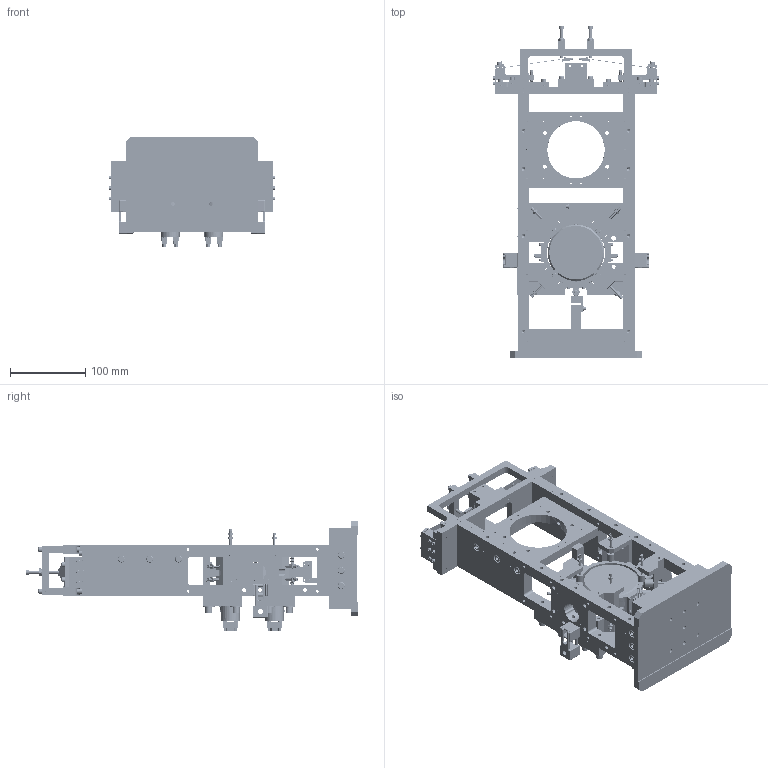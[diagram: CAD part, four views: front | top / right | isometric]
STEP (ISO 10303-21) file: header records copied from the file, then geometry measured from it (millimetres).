
FILE_DESCRIPTION (( 'STEP AP214' ), '1' );
FILE_NAME ('D1000120-v11.STEP', '2019-07-17T18:03:19', ( '' ), ( '' ), 'SwSTEP 2.0', 'SolidWorks 2019', '' );
FILE_SCHEMA (( 'AUTOMOTIVE_DESIGN' ));
Length unit declared in the file: inch
Products named in the file (82): D1002285_ALIGO_IO_HAM_AUX_SUS_EARTHQUAKE_STOP; SST_setscrew_#8-32 Set Screw X 0.1875 LONG; D1002360_ALIGO_IO_HAM_AUX_SUS_EARTHQUAKE_STOP_UPPER_RIGHT; SST_setscrew_#10-32 Set Screw X 0.5 LONG; D1000293 ALIGO IO HAM AUX SUS OPTIC HOLDER SUBASSEMBLY; D1000400 ALIGO IO HAM AUX SUS STIFFENER PLATE; D1000091 ALIGO IO HAM AUX SUS BLADE BASE PLATE; SST_SocketHeadCapScrew,_Fully_Threaded_SHCS #8-32  X 1.5; SST_SocketHeadCapScrew,_Fully_Threaded_SHCS 0.25-20  X 1; D1200236_ALIGO_IO_HAM_AUX_MAGNET_HOLDER_RETROFIT; Ag-SST_Socketheadcapscrew_Fully_Threaded_SHCS #2-56  X 0.1875; SST_SocketHeadCapScrew,_Fully_Threaded_SHCS #4-40  X 0.375; D1000539_ALIGO_IO_HAM_AUX_SUS_EARTHQUAKE_STOP_LOWER_LEFT; D1000537_ALIGO_IO_HAM_AUX_SUS_BLADE_STOP_RISER; D1000264 ALIGO IO HAM AUX SUS OPTIC HOLDER; SST_HexNut_HN No. 8; SST_Split_SHCS_LockWasher_#4; D1000096 ALIGO IO HAM AUX SUS BLADE WIRE CLAMP; D1000094 ALIGO IO HAM AUX SUS BLADE CLAMP; D1000092 ALIGO IO HAM AUX SUS BLADE PITCH ADJUSTER; D1000474_ALIGO_IO_HAM_AUX_SUS_BALANCE_ROD; D1000099 ALIGO IO HAM AUX SUS BLADE SUB-ASSEMBLY; D1000120-v11; D060546_Advanced_LIGO_Impact_Absorber_for_Glass_Stops,_Earthquake_Stop; D0900004_UHV_Compatible_Cable_Clamp.sldprt; D960501_SOS_Magnet; D1002369_ALIGO_IO_HAM_AUX_SUS_EDDY_CURRENT_MAGNET_HOLDER; D1000265 ALIGO IO HAM AUX SUS OPTIC HOLDER BALANCING BLOCK; SST_SocketHeadCapScrew,_Fully_Threaded_SHCS #4-40  X 0.5; D1000398 ALIGO IO HAM AUX SUS UPPER OSEM BRACKET; SST_SocketHeadCapScrew,_Fully_Threaded_SHCS #4-40  X 1.25; SST_Split_SHCS_LockWasher_.250; D1000540_ALIGO_IO_HAM_AUX_SUS_EARTHQUAKE_STOP_LOWER_RIGHT; Helicoil_#4-40 X 0.112 LONG; SST_SocketHeadCapScrew,_Fully_Threaded_SHCS #8-32  X 0.75; Ag-SST_Socketheadcapscrew_Fully_Threaded_SHCS #2-56  X 0.3125; D070097_A_ALIGO_STEERING_MIRROR_SUBSTRATE; D1002361_ALIGO_IO_HAM_AUX_SUS_EARTHQUAKE_STOP_UPPER_LEFT; D1000538_ALIGO_IO_HAM_AUX_SUS_BLADE_STOP_CROSS; D1000547_ALIGO_IO_HAM_AUX_SUS_LOWER_OSEM_BRACKET ...
Assembly tree (321 placements, depth 3):
  D1000120-v11
    D0902774 ALIGO IO HAM AUX SUS LEFT SIDE PLATE_D960005-D-D
    D0902775 ALIGO IO HAM AUX SUS RIGHT SIDE PLATE_D960005-D-D
    D1000098 ALIGO IO HAM AUX SUS TOP PLATE
    D1000099 ALIGO IO HAM AUX SUS BLADE SUB-ASSEMBLY
      D1000091 ALIGO IO HAM AUX SUS BLADE BASE PLATE
      D1000092 ALIGO IO HAM AUX SUS BLADE PITCH ADJUSTER
      D1000093 ALIGO IO HAM AUX SUS BLADE HINGE PLATE
      D1000095 ALIGO IO HAM AUX SUS BLADE SPRING
      D1000097 ALIGO IO HAM AUX SUS BLADE WIRE BLOCK
      D1000096 ALIGO IO HAM AUX SUS BLADE WIRE CLAMP
      D1000094 ALIGO IO HAM AUX SUS BLADE CLAMP
      Helicoil_#4-40 X 0.112 LONG  x6
      Helicoil_#4-40 X 0.224 LONG  x4
      Helicoil_#8-32 X 0.328 LONG  x2
      SST_SocketHeadCapScrew,_Fully_Threaded_SHCS #4-40  X 0.375  x6
      SST_SocketHeadCapScrew,_Fully_Threaded_SHCS #4-40  X 0.5  x4
      SST_SocketHeadCapScrew,_Fully_Threaded_SHCS #8-32  X 0.625  x2
      Ag-SST_Socketheadcapscrew_Fully_Threaded_SHCS #2-56  X 0.125
      Ag-SST_Socketheadcapscrew_Fully_Threaded_SHCS #2-56  X 0.1875  x2
    D1000099 ALIGO IO HAM AUX SUS BLADE SUB-ASSEMBLY
      D1000091 ALIGO IO HAM AUX SUS BLADE BASE PLATE
      D1000092 ALIGO IO HAM AUX SUS BLADE PITCH ADJUSTER
      D1000093 ALIGO IO HAM AUX SUS BLADE HINGE PLATE
      D1000095 ALIGO IO HAM AUX SUS BLADE SPRING
      D1000097 ALIGO IO HAM AUX SUS BLADE WIRE BLOCK
      D1000096 ALIGO IO HAM AUX SUS BLADE WIRE CLAMP
      D1000094 ALIGO IO HAM AUX SUS BLADE CLAMP
      Helicoil_#4-40 X 0.112 LONG  x6
      Helicoil_#4-40 X 0.224 LONG  x4
      Helicoil_#8-32 X 0.328 LONG  x2
      SST_SocketHeadCapScrew,_Fully_Threaded_SHCS #4-40  X 0.375  x6
      SST_SocketHeadCapScrew,_Fully_Threaded_SHCS #4-40  X 0.5  x4
      SST_SocketHeadCapScrew,_Fully_Threaded_SHCS #8-32  X 0.625  x2
      Ag-SST_Socketheadcapscrew_Fully_Threaded_SHCS #2-56  X 0.125
      Ag-SST_Socketheadcapscrew_Fully_Threaded_SHCS #2-56  X 0.1875  x2
    D070097_A_ALIGO_STEERING_MIRROR_SUBSTRATE
    D1000320 ALIGO IO HAM AUX SUS TOWER BASE
    D1000293 ALIGO IO HAM AUX SUS OPTIC HOLDER SUBASSEMBLY
      D1000264 ALIGO IO HAM AUX SUS OPTIC HOLDER
      D1000265 ALIGO IO HAM AUX SUS OPTIC HOLDER BALANCING BLOCK
      D1000291 ALIGO IO HAM AUX SUS OPTIC HOLDER WIRE BLOCK  x2
      D1000292 ALIGO IO HAM AUX SUS OPTIC HOLDER WIRE CLAMP  x2
      D960501_SOS_Magnet  x4
      Ag-SST_Socketheadcapscrew_Fully_Threaded_SHCS #2-56  X 0.3125  x12
      SST_SocketHeadCapScrew,_Fully_Threaded_SHCS #2-56  X 0.3125  x4
      D1000474_ALIGO_IO_HAM_AUX_SUS_BALANCE_ROD
      SST_HexNut_HNF No. 10
      Helicoil_#8-32 X 0.164 LONG  x2
      Helicoil_#10-24 X 0.38 LONG
      SST_setscrew_#8-32 Set Screw X 0.1875 LONG  x2
      D1200236_ALIGO_IO_HAM_AUX_MAGNET_HOLDER_RETROFIT  x4
    D1000398 ALIGO IO HAM AUX SUS UPPER OSEM BRACKET
    D1000400 ALIGO IO HAM AUX SUS STIFFENER PLATE
    D0901065_OSEM_ASSY  x4
    D1000537_ALIGO_IO_HAM_AUX_SUS_BLADE_STOP_RISER  x2
    D1000538_ALIGO_IO_HAM_AUX_SUS_BLADE_STOP_CROSS  x2
    D1000539_ALIGO_IO_HAM_AUX_SUS_EARTHQUAKE_STOP_LOWER_LEFT
    D1000540_ALIGO_IO_HAM_AUX_SUS_EARTHQUAKE_STOP_LOWER_RIGHT
    D1000541_ALIGO_IO_HAM_AUX_SUS_UPPER_DAMPER_BRACKET
Bounding box: 220.22 x 440.66 x 146.64 mm (x, y, z)
Volume: 1964168.2 mm3; surface area: 603392.6 mm2
Topology: 300 solids, 432 shells, 5434 faces, 14316 edges, 9807 vertices
Faces by surface type: plane 3044, cylinder 1557, cone 551, torus 113, bspline 101, sphere 68
Full cylindrical faces by diameter (mm): 0.508 x44, 0.762 x20, 1.016 x4, 1.778 x150, 1.905 x10, 2.032 x22, 2.184 x30, 2.261 x30, 2.381 x16, 2.388 x4, 2.692 x2, 2.705 x16, 2.845 x113, 3.048 x12, 3.175 x24, 3.2 x4, 3.454 x56, 3.556 x30, 4.039 x52, 4.166 x48, 4.267 x1, 4.572 x24, 4.648 x48, 4.826 x4, 5.08 x6, 5.105 x61, 5.207 x6, 5.461 x8, 5.563 x10, 5.588 x6
Entity records: 83743 total; most frequent: CARTESIAN_POINT 29574, DIRECTION 8956, ORIENTED_EDGE 7723, EDGE_CURVE 4141, AXIS2_PLACEMENT_3D 3431, VERTEX_POINT 3161, EDGE_LOOP 3102, FACE_OUTER_BOUND 2215
